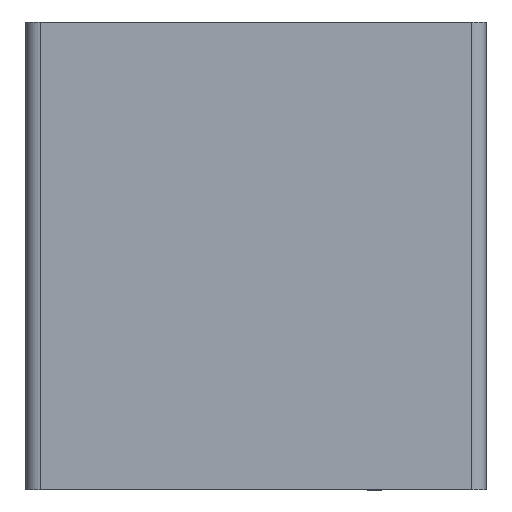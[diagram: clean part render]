
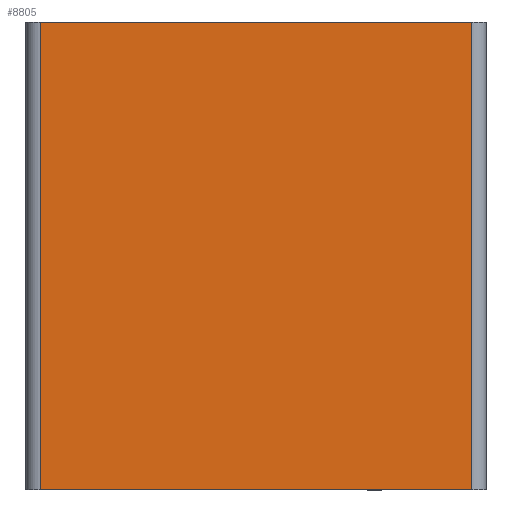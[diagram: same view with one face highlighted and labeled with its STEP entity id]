
A CAD part, left-side view. The second image highlights one B-rep face of the part: STEP entity #8805.
In plain terms, the highlighted planar face has unit normal (-1, 0, 0).
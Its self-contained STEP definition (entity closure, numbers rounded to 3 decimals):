
#44=PLANE('',#9314);
#500=FACE_OUTER_BOUND('',#963,.T.);
#963=EDGE_LOOP('',(#7565,#7566,#7567,#7568));
#2330=LINE('',#39254,#2763);
#2331=LINE('',#39256,#2764);
#2332=LINE('',#39258,#2765);
#2333=LINE('',#39259,#2766);
#2763=VECTOR('',#10699,59.);
#2764=VECTOR('',#10700,64.);
#2765=VECTOR('',#10701,59.);
#2766=VECTOR('',#10702,64.);
#3660=VERTEX_POINT('',#39252);
#3661=VERTEX_POINT('',#39253);
#3662=VERTEX_POINT('',#39255);
#3663=VERTEX_POINT('',#39257);
#4998=EDGE_CURVE('',#3660,#3661,#2330,.T.);
#4999=EDGE_CURVE('',#3661,#3662,#2331,.F.);
#5000=EDGE_CURVE('',#3663,#3662,#2332,.T.);
#5001=EDGE_CURVE('',#3663,#3660,#2333,.T.);
#7565=ORIENTED_EDGE('',*,*,#4998,.T.);
#7566=ORIENTED_EDGE('',*,*,#4999,.T.);
#7567=ORIENTED_EDGE('',*,*,#5000,.F.);
#7568=ORIENTED_EDGE('',*,*,#5001,.T.);
#8805=ADVANCED_FACE('',(#500),#44,.F.);
#9314=AXIS2_PLACEMENT_3D('',#39251,#10697,#10698);
#10697=DIRECTION('center_axis',(1.,0.,0.));
#10698=DIRECTION('ref_axis',(0.,0.,-1.));
#10699=DIRECTION('',(0.,-1.,0.));
#10700=DIRECTION('',(0.,0.,-1.));
#10701=DIRECTION('',(0.,-1.,0.));
#10702=DIRECTION('',(0.,0.,-1.));
#39251=CARTESIAN_POINT('Origin',(-31.5,-31.5,64.));
#39252=CARTESIAN_POINT('',(-31.5,29.5,0.));
#39253=CARTESIAN_POINT('',(-31.5,-29.5,0.));
#39254=CARTESIAN_POINT('',(-31.5,29.5,0.));
#39255=CARTESIAN_POINT('',(-31.5,-29.5,64.));
#39256=CARTESIAN_POINT('',(-31.5,-29.5,64.));
#39257=CARTESIAN_POINT('',(-31.5,29.5,64.));
#39258=CARTESIAN_POINT('',(-31.5,29.5,64.));
#39259=CARTESIAN_POINT('',(-31.5,29.5,64.));
